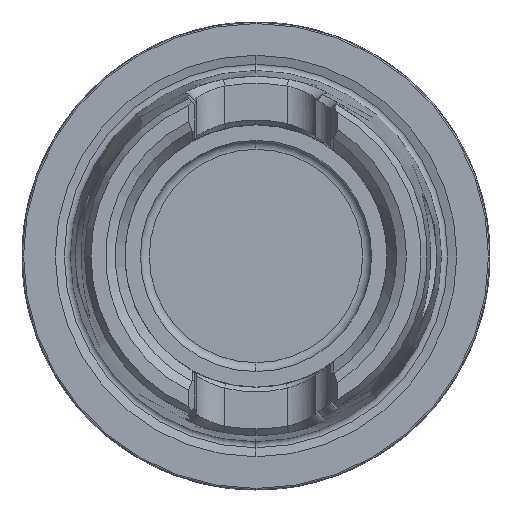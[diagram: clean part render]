
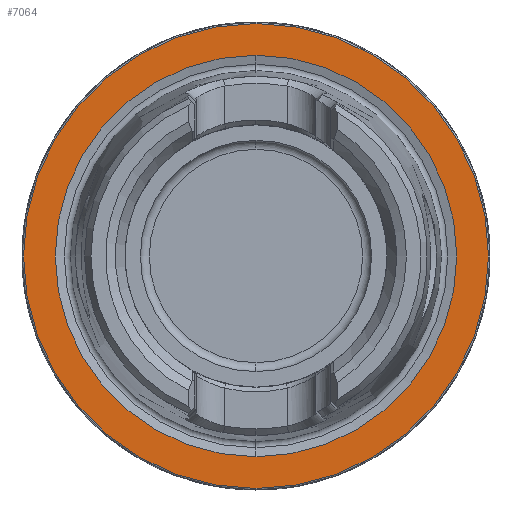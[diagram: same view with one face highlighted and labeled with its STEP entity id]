
A CAD part, left-side view. The second image highlights one B-rep face of the part: STEP entity #7064.
In plain terms, the highlighted planar face has unit normal (-1, 0, 0).
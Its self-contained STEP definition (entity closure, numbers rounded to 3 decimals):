
#22 = CIRCLE ( 'NONE', #2438, 27. ) ;
#129 = EDGE_LOOP ( 'NONE', ( #5929, #9573 ) ) ;
#311 = EDGE_LOOP ( 'NONE', ( #4392, #9192 ) ) ;
#715 = CIRCLE ( 'NONE', #3437, 27. ) ;
#1598 = VERTEX_POINT ( 'NONE', #8689 ) ;
#1715 = CARTESIAN_POINT ( 'NONE',  ( 0., 31.275, 0. ) ) ;
#2438 = AXIS2_PLACEMENT_3D ( 'NONE', #5852, #5844, #5796 ) ;
#2736 = EDGE_CURVE ( 'NONE', #8871, #1598, #5516, .T. ) ;
#3003 = EDGE_CURVE ( 'NONE', #9403, #4553, #715, .T. ) ;
#3016 = CARTESIAN_POINT ( 'NONE',  ( 0., 0., -31.275 ) ) ;
#3302 = DIRECTION ( 'NONE',  ( 0., 0., -1. ) ) ;
#3437 = AXIS2_PLACEMENT_3D ( 'NONE', #9915, #9914, #9878 ) ;
#3465 = CARTESIAN_POINT ( 'NONE',  ( 0., 0., 0. ) ) ;
#3556 = EDGE_CURVE ( 'NONE', #4553, #9403, #22, .T. ) ;
#3982 = PLANE ( 'NONE',  #8523 ) ;
#4029 = FACE_BOUND ( 'NONE', #311, .T. ) ;
#4151 = AXIS2_PLACEMENT_3D ( 'NONE', #8984, #9076, #9152 ) ;
#4230 = DIRECTION ( 'NONE',  ( 0., 0., 1. ) ) ;
#4392 = ORIENTED_EDGE ( 'NONE', *, *, #3003, .F. ) ;
#4475 = CARTESIAN_POINT ( 'NONE',  ( 0., 0., 27. ) ) ;
#4553 = VERTEX_POINT ( 'NONE', #6109 ) ;
#5516 = CIRCLE ( 'NONE', #4151, 31.275 ) ;
#5549 = CIRCLE ( 'NONE', #6016, 31.275 ) ;
#5796 = DIRECTION ( 'NONE',  ( 0., 0., 1. ) ) ;
#5844 = DIRECTION ( 'NONE',  ( -1., 0., 0. ) ) ;
#5852 = CARTESIAN_POINT ( 'NONE',  ( 0., 0., 0. ) ) ;
#5876 = FACE_OUTER_BOUND ( 'NONE', #129, .T. ) ;
#5929 = ORIENTED_EDGE ( 'NONE', *, *, #6577, .T. ) ;
#6016 = AXIS2_PLACEMENT_3D ( 'NONE', #3465, #8961, #4230 ) ;
#6109 = CARTESIAN_POINT ( 'NONE',  ( 0., 0., -27. ) ) ;
#6577 = EDGE_CURVE ( 'NONE', #1598, #8871, #5549, .T. ) ;
#7064 = ADVANCED_FACE ( 'NONE', ( #4029, #5876 ), #3982, .F. ) ;
#8011 = DIRECTION ( 'NONE',  ( 1., 0., 0. ) ) ;
#8523 = AXIS2_PLACEMENT_3D ( 'NONE', #1715, #8011, #3302 ) ;
#8689 = CARTESIAN_POINT ( 'NONE',  ( 0., 0., 31.275 ) ) ;
#8871 = VERTEX_POINT ( 'NONE', #3016 ) ;
#8961 = DIRECTION ( 'NONE',  ( -1., 0., 0. ) ) ;
#8984 = CARTESIAN_POINT ( 'NONE',  ( 0., 0., 0. ) ) ;
#9076 = DIRECTION ( 'NONE',  ( -1., 0., 0. ) ) ;
#9152 = DIRECTION ( 'NONE',  ( 0., 0., 1. ) ) ;
#9192 = ORIENTED_EDGE ( 'NONE', *, *, #3556, .F. ) ;
#9403 = VERTEX_POINT ( 'NONE', #4475 ) ;
#9573 = ORIENTED_EDGE ( 'NONE', *, *, #2736, .T. ) ;
#9878 = DIRECTION ( 'NONE',  ( 0., 0., 1. ) ) ;
#9914 = DIRECTION ( 'NONE',  ( -1., 0., 0. ) ) ;
#9915 = CARTESIAN_POINT ( 'NONE',  ( 0., 0., 0. ) ) ;
